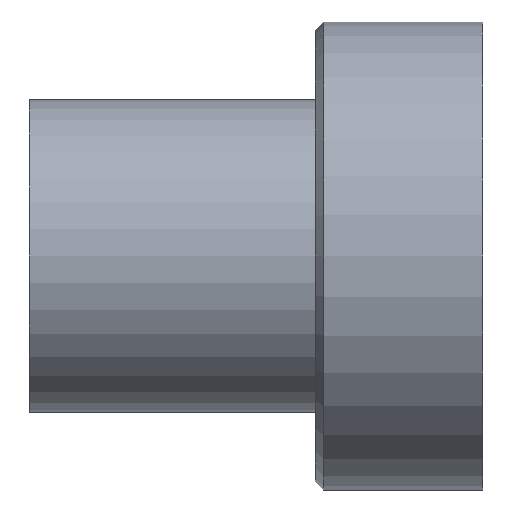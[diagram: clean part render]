
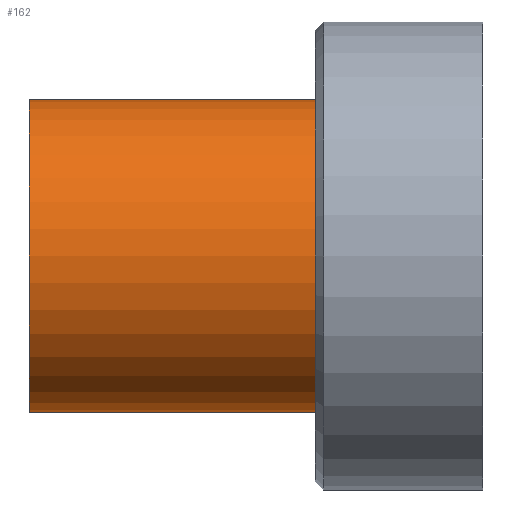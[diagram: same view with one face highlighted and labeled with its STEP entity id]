
A CAD part, front view. The second image highlights one B-rep face of the part: STEP entity #162.
In plain terms, the highlighted cylindrical face has radius 19.07 mm (diameter 38.14 mm), a partial arc.
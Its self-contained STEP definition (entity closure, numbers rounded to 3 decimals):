
#8 = ORIENTED_EDGE ( 'NONE', *, *, #344, .F. ) ;
#24 = ORIENTED_EDGE ( 'NONE', *, *, #504, .T. ) ;
#31 = CARTESIAN_POINT ( 'NONE',  ( 34.89, 0., 19.07 ) ) ;
#37 = VERTEX_POINT ( 'NONE', #481 ) ;
#39 = AXIS2_PLACEMENT_3D ( 'NONE', #393, #308, #191 ) ;
#79 = LINE ( 'NONE', #315, #358 ) ;
#93 = DIRECTION ( 'NONE',  ( -1., 0., 0. ) ) ;
#134 = VECTOR ( 'NONE', #457, 1000. ) ;
#143 = CARTESIAN_POINT ( 'NONE',  ( 0., 0., 19.07 ) ) ;
#145 = CARTESIAN_POINT ( 'NONE',  ( 0., 0., -19.07 ) ) ;
#153 = EDGE_LOOP ( 'NONE', ( #199, #410, #24, #8 ) ) ;
#162 = ADVANCED_FACE ( 'NONE', ( #320 ), #501, .T. ) ;
#183 = CARTESIAN_POINT ( 'NONE',  ( 34.89, 0., 0. ) ) ;
#191 = DIRECTION ( 'NONE',  ( 0., 0., 1. ) ) ;
#199 = ORIENTED_EDGE ( 'NONE', *, *, #407, .F. ) ;
#237 = CARTESIAN_POINT ( 'NONE',  ( 34.89, 0., -19.07 ) ) ;
#279 = EDGE_CURVE ( 'NONE', #326, #365, #325, .T. ) ;
#308 = DIRECTION ( 'NONE',  ( -1., 0., 0. ) ) ;
#315 = CARTESIAN_POINT ( 'NONE',  ( 0., 0., 19.07 ) ) ;
#319 = DIRECTION ( 'NONE',  ( -1., 0., 0. ) ) ;
#320 = FACE_OUTER_BOUND ( 'NONE', #153, .T. ) ;
#325 = CIRCLE ( 'NONE', #449, 19.07 ) ;
#326 = VERTEX_POINT ( 'NONE', #237 ) ;
#328 = CARTESIAN_POINT ( 'NONE',  ( 0., 0., 0. ) ) ;
#343 = DIRECTION ( 'NONE',  ( -1., 0., 0. ) ) ;
#344 = EDGE_CURVE ( 'NONE', #37, #383, #452, .T. ) ;
#358 = VECTOR ( 'NONE', #319, 1000. ) ;
#365 = VERTEX_POINT ( 'NONE', #31 ) ;
#383 = VERTEX_POINT ( 'NONE', #143 ) ;
#393 = CARTESIAN_POINT ( 'NONE',  ( 0., 0., 0. ) ) ;
#407 = EDGE_CURVE ( 'NONE', #326, #37, #429, .T. ) ;
#410 = ORIENTED_EDGE ( 'NONE', *, *, #279, .T. ) ;
#413 = DIRECTION ( 'NONE',  ( 0., 0., 1. ) ) ;
#429 = LINE ( 'NONE', #145, #134 ) ;
#449 = AXIS2_PLACEMENT_3D ( 'NONE', #183, #343, #450 ) ;
#450 = DIRECTION ( 'NONE',  ( 0., 0., 1. ) ) ;
#452 = CIRCLE ( 'NONE', #39, 19.07 ) ;
#457 = DIRECTION ( 'NONE',  ( -1., 0., 0. ) ) ;
#481 = CARTESIAN_POINT ( 'NONE',  ( 0., 0., -19.07 ) ) ;
#501 = CYLINDRICAL_SURFACE ( 'NONE', #506, 19.07 ) ;
#504 = EDGE_CURVE ( 'NONE', #365, #383, #79, .T. ) ;
#506 = AXIS2_PLACEMENT_3D ( 'NONE', #328, #93, #413 ) ;
